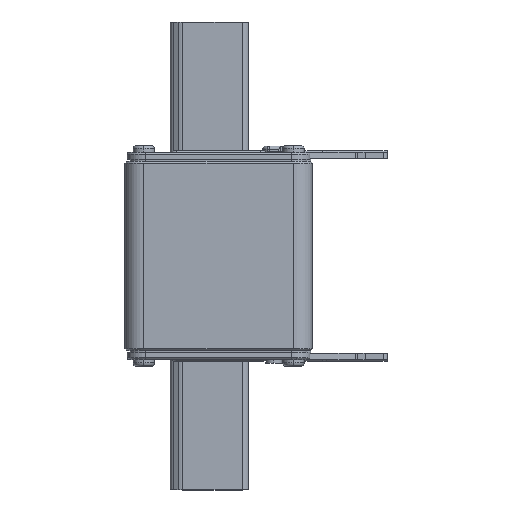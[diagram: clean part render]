
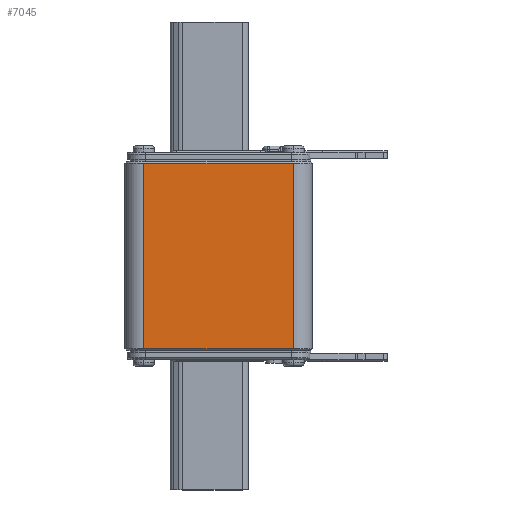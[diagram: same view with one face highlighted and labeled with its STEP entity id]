
A CAD part, top view. The second image highlights one B-rep face of the part: STEP entity #7045.
In plain terms, the highlighted planar face has unit normal (0, 0, 1).
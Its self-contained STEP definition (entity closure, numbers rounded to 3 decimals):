
#67 = VECTOR ( 'NONE', #6903, 1000. ) ;
#1148 = VERTEX_POINT ( 'NONE', #12140 ) ;
#1825 = CARTESIAN_POINT ( 'NONE',  ( 24., 29.75, 26.5 ) ) ;
#1870 = CARTESIAN_POINT ( 'NONE',  ( -24., 29.75, 26.5 ) ) ;
#2006 = DIRECTION ( 'NONE',  ( 0., -1., 0. ) ) ;
#2766 = VECTOR ( 'NONE', #21117, 1000. ) ;
#3234 = CARTESIAN_POINT ( 'NONE',  ( -30., -30.25, 26.5 ) ) ;
#3542 = CARTESIAN_POINT ( 'NONE',  ( -30., 29.75, 26.5 ) ) ;
#3646 = VERTEX_POINT ( 'NONE', #1870 ) ;
#4127 = VECTOR ( 'NONE', #2006, 1000. ) ;
#4214 = CARTESIAN_POINT ( 'NONE',  ( 24., -30.25, 26.5 ) ) ;
#4432 = CARTESIAN_POINT ( 'NONE',  ( 24., -29.75, 26.5 ) ) ;
#4877 = DIRECTION ( 'NONE',  ( 1., 0., 0. ) ) ;
#5152 = LINE ( 'NONE', #8626, #4127 ) ;
#5433 = FACE_OUTER_BOUND ( 'NONE', #20649, .T. ) ;
#6903 = DIRECTION ( 'NONE',  ( -1., 0., 0. ) ) ;
#7045 = ADVANCED_FACE ( 'NONE', ( #5433 ), #9560, .F. ) ;
#7059 = ORIENTED_EDGE ( 'NONE', *, *, #13214, .T. ) ;
#7380 = EDGE_CURVE ( 'NONE', #3646, #13465, #5152, .T. ) ;
#7466 = ORIENTED_EDGE ( 'NONE', *, *, #18865, .T. ) ;
#8581 = CARTESIAN_POINT ( 'NONE',  ( -24., -29.75, 26.5 ) ) ;
#8626 = CARTESIAN_POINT ( 'NONE',  ( -24., -30.25, 26.5 ) ) ;
#9559 = ORIENTED_EDGE ( 'NONE', *, *, #17063, .T. ) ;
#9560 = PLANE ( 'NONE',  #14748 ) ;
#11005 = VECTOR ( 'NONE', #15831, 1000. ) ;
#12140 = CARTESIAN_POINT ( 'NONE',  ( 24., -29.75, 26.5 ) ) ;
#12680 = LINE ( 'NONE', #4432, #2766 ) ;
#12888 = VERTEX_POINT ( 'NONE', #1825 ) ;
#13214 = EDGE_CURVE ( 'NONE', #13465, #1148, #12680, .T. ) ;
#13465 = VERTEX_POINT ( 'NONE', #8581 ) ;
#14748 = AXIS2_PLACEMENT_3D ( 'NONE', #3234, #14850, #4877 ) ;
#14850 = DIRECTION ( 'NONE',  ( 0., 0., -1. ) ) ;
#15831 = DIRECTION ( 'NONE',  ( 0., 1., 0. ) ) ;
#16046 = ORIENTED_EDGE ( 'NONE', *, *, #7380, .T. ) ;
#17063 = EDGE_CURVE ( 'NONE', #1148, #12888, #20305, .T. ) ;
#17738 = LINE ( 'NONE', #3542, #67 ) ;
#18865 = EDGE_CURVE ( 'NONE', #12888, #3646, #17738, .T. ) ;
#20305 = LINE ( 'NONE', #4214, #11005 ) ;
#20649 = EDGE_LOOP ( 'NONE', ( #9559, #7466, #16046, #7059 ) ) ;
#21117 = DIRECTION ( 'NONE',  ( 1., 0., 0. ) ) ;
